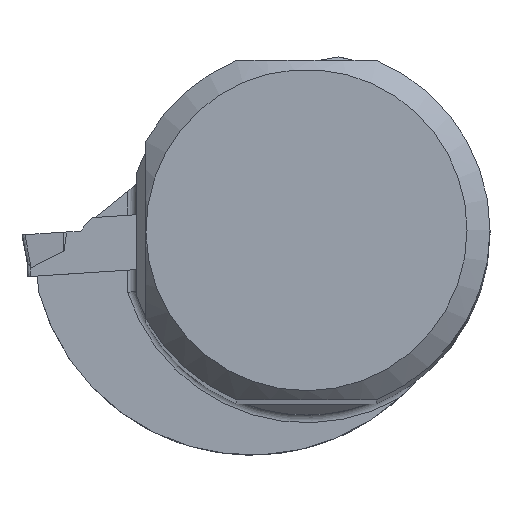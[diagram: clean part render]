
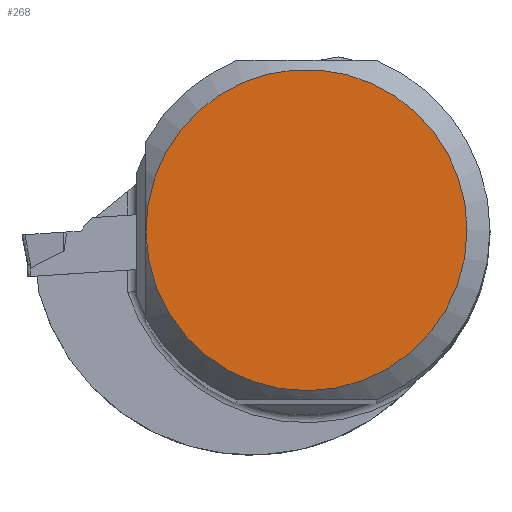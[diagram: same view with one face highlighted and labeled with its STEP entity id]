
A CAD part, top view. The second image highlights one B-rep face of the part: STEP entity #268.
In plain terms, the highlighted planar face has unit normal (0, 0, 1).
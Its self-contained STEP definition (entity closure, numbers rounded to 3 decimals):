
#178=FACE_OUTER_BOUND('',#490,.T.);
#268=ADVANCED_FACE('TB_BL_N10_SU6',(#178),#348,.T.);
#348=PLANE('',#1961);
#400=CIRCLE('',#1957,17.5);
#490=EDGE_LOOP('',(#1051));
#1051=ORIENTED_EDGE('',*,*,#1660,.T.);
#1456=VERTEX_POINT('',#3001);
#1660=EDGE_CURVE('',#1456,#1456,#400,.T.);
#1957=AXIS2_PLACEMENT_3D('',#3000,#2275,#2276);
#1961=AXIS2_PLACEMENT_3D('',#3064,#2283,#2284);
#2275=DIRECTION('',(0.,0.,1.));
#2276=DIRECTION('',(1.,0.,0.));
#2283=DIRECTION('',(0.,0.,1.));
#2284=DIRECTION('',(1.,0.,0.));
#3000=CARTESIAN_POINT('',(0.,0.,0.));
#3001=CARTESIAN_POINT('',(17.5,0.,0.));
#3064=CARTESIAN_POINT('',(0.,0.,0.));
